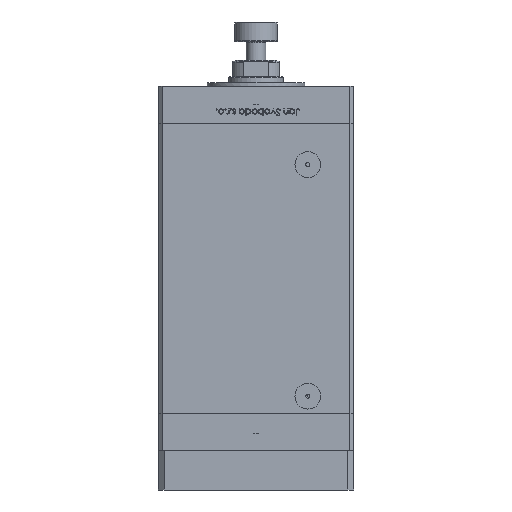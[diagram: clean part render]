
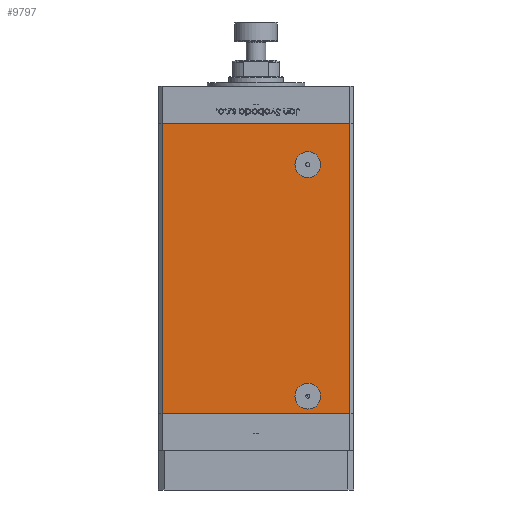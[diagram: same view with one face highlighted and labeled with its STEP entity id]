
A CAD part, front view. The second image highlights one B-rep face of the part: STEP entity #9797.
In plain terms, the highlighted planar face has unit normal (0, -1, 0).
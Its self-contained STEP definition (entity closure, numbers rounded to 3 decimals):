
#1714 = EDGE_CURVE ( 'NONE', #29252, #9040, #22586, .T. ) ;
#2023 = CARTESIAN_POINT ( 'NONE',  ( -48., -43.5, 0. ) ) ;
#2748 = CARTESIAN_POINT ( 'NONE',  ( 48., -43.5, 0. ) ) ;
#3957 = VECTOR ( 'NONE', #49203, 1000. ) ;
#4189 = AXIS2_PLACEMENT_3D ( 'NONE', #20398, #37110, #16297 ) ;
#4528 = CARTESIAN_POINT ( 'NONE',  ( -48., -43.5, 148.5 ) ) ;
#5583 = CARTESIAN_POINT ( 'NONE',  ( 26.5, -43.5, 9. ) ) ;
#6439 = CARTESIAN_POINT ( 'NONE',  ( -48., -43.5, 0. ) ) ;
#6646 = AXIS2_PLACEMENT_3D ( 'NONE', #5583, #42618, #47789 ) ;
#7252 = DIRECTION ( 'NONE',  ( 0., 0., -1. ) ) ;
#8163 = VERTEX_POINT ( 'NONE', #23048 ) ;
#8936 = DIRECTION ( 'NONE',  ( 0., 1., 0. ) ) ;
#8989 = ORIENTED_EDGE ( 'NONE', *, *, #26472, .F. ) ;
#9040 = VERTEX_POINT ( 'NONE', #2748 ) ;
#9797 = ADVANCED_FACE ( 'NONE', ( #42645, #50603, #46205 ), #50318, .F. ) ;
#9896 = VECTOR ( 'NONE', #40599, 1000. ) ;
#10098 = VERTEX_POINT ( 'NONE', #32711 ) ;
#11799 = EDGE_CURVE ( 'NONE', #51058, #23432, #12207, .T. ) ;
#12004 = ORIENTED_EDGE ( 'NONE', *, *, #42126, .T. ) ;
#12207 = LINE ( 'NONE', #52770, #3957 ) ;
#15010 = ORIENTED_EDGE ( 'NONE', *, *, #1714, .T. ) ;
#15112 = LINE ( 'NONE', #19495, #9896 ) ;
#15343 = EDGE_CURVE ( 'NONE', #23878, #48282, #53923, .T. ) ;
#16015 = DIRECTION ( 'NONE',  ( 0., -1., 0. ) ) ;
#16297 = DIRECTION ( 'NONE',  ( 0., 0., -1. ) ) ;
#18175 = EDGE_LOOP ( 'NONE', ( #35530, #32559 ) ) ;
#18228 = CIRCLE ( 'NONE', #29565, 6.58 ) ;
#18784 = CIRCLE ( 'NONE', #20498, 6.58 ) ;
#19139 = VECTOR ( 'NONE', #7252, 1000. ) ;
#19495 = CARTESIAN_POINT ( 'NONE',  ( -48., -43.5, 148.5 ) ) ;
#20284 = EDGE_CURVE ( 'NONE', #10098, #8163, #34842, .T. ) ;
#20398 = CARTESIAN_POINT ( 'NONE',  ( 26.5, -43.5, 127.5 ) ) ;
#20484 = EDGE_CURVE ( 'NONE', #8163, #10098, #18228, .T. ) ;
#20498 = AXIS2_PLACEMENT_3D ( 'NONE', #48425, #16015, #41231 ) ;
#21370 = CARTESIAN_POINT ( 'NONE',  ( 48., -43.5, 148.5 ) ) ;
#22586 = LINE ( 'NONE', #2023, #25324 ) ;
#23048 = CARTESIAN_POINT ( 'NONE',  ( 26.5, -43.5, 120.92 ) ) ;
#23432 = VERTEX_POINT ( 'NONE', #21370 ) ;
#23878 = VERTEX_POINT ( 'NONE', #42692 ) ;
#24687 = DIRECTION ( 'NONE',  ( 0., 0., -1. ) ) ;
#25324 = VECTOR ( 'NONE', #43959, 1000. ) ;
#26472 = EDGE_CURVE ( 'NONE', #23432, #9040, #44797, .T. ) ;
#26645 = AXIS2_PLACEMENT_3D ( 'NONE', #4528, #8936, #33325 ) ;
#27706 = CARTESIAN_POINT ( 'NONE',  ( 26.5, -43.5, 127.5 ) ) ;
#29252 = VERTEX_POINT ( 'NONE', #6439 ) ;
#29565 = AXIS2_PLACEMENT_3D ( 'NONE', #27706, #44715, #24687 ) ;
#32559 = ORIENTED_EDGE ( 'NONE', *, *, #15343, .F. ) ;
#32711 = CARTESIAN_POINT ( 'NONE',  ( 26.5, -43.5, 134.08 ) ) ;
#33325 = DIRECTION ( 'NONE',  ( 0., 0., 1. ) ) ;
#33537 = ORIENTED_EDGE ( 'NONE', *, *, #11799, .F. ) ;
#34068 = EDGE_LOOP ( 'NONE', ( #15010, #8989, #33537, #12004 ) ) ;
#34842 = CIRCLE ( 'NONE', #4189, 6.58 ) ;
#35530 = ORIENTED_EDGE ( 'NONE', *, *, #46228, .F. ) ;
#36916 = ORIENTED_EDGE ( 'NONE', *, *, #20284, .T. ) ;
#37110 = DIRECTION ( 'NONE',  ( 0., 1., 0. ) ) ;
#39887 = CARTESIAN_POINT ( 'NONE',  ( 48., -43.5, 148.5 ) ) ;
#40599 = DIRECTION ( 'NONE',  ( 0., 0., -1. ) ) ;
#41231 = DIRECTION ( 'NONE',  ( 0., 0., -1. ) ) ;
#42126 = EDGE_CURVE ( 'NONE', #51058, #29252, #15112, .T. ) ;
#42618 = DIRECTION ( 'NONE',  ( 0., -1., 0. ) ) ;
#42645 = FACE_BOUND ( 'NONE', #18175, .T. ) ;
#42692 = CARTESIAN_POINT ( 'NONE',  ( 26.5, -43.5, 15.58 ) ) ;
#43959 = DIRECTION ( 'NONE',  ( 1., 0., 0. ) ) ;
#44715 = DIRECTION ( 'NONE',  ( 0., 1., 0. ) ) ;
#44797 = LINE ( 'NONE', #39887, #19139 ) ;
#45096 = EDGE_LOOP ( 'NONE', ( #49926, #36916 ) ) ;
#46205 = FACE_BOUND ( 'NONE', #45096, .T. ) ;
#46228 = EDGE_CURVE ( 'NONE', #48282, #23878, #18784, .T. ) ;
#47789 = DIRECTION ( 'NONE',  ( 0., 0., -1. ) ) ;
#48282 = VERTEX_POINT ( 'NONE', #49398 ) ;
#48425 = CARTESIAN_POINT ( 'NONE',  ( 26.5, -43.5, 9. ) ) ;
#49203 = DIRECTION ( 'NONE',  ( 1., 0., 0. ) ) ;
#49398 = CARTESIAN_POINT ( 'NONE',  ( 26.5, -43.5, 2.42 ) ) ;
#49926 = ORIENTED_EDGE ( 'NONE', *, *, #20484, .T. ) ;
#50318 = PLANE ( 'NONE',  #26645 ) ;
#50603 = FACE_OUTER_BOUND ( 'NONE', #34068, .T. ) ;
#51058 = VERTEX_POINT ( 'NONE', #53393 ) ;
#52770 = CARTESIAN_POINT ( 'NONE',  ( -48., -43.5, 148.5 ) ) ;
#53393 = CARTESIAN_POINT ( 'NONE',  ( -48., -43.5, 148.5 ) ) ;
#53923 = CIRCLE ( 'NONE', #6646, 6.58 ) ;
